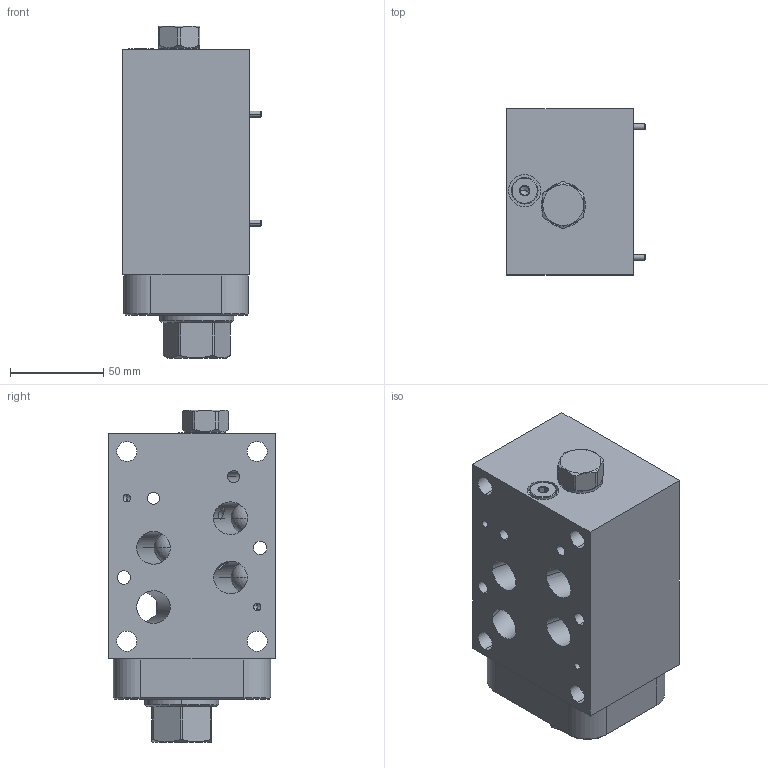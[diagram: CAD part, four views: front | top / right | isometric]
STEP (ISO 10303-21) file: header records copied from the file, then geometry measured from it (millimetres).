
FILE_DESCRIPTION((''),'2;1');
FILE_NAME('YFFGXHNAB_ASM','2024-07-29T',('ProEService'),(''),'PRO/ENGINEER BY PARAMETRIC TECHNOLOGY CORPORATION, 2014200','PRO/ENGINEER BY PARAMETRIC TECHNOLOGY CORPORATION, 2014200','');
FILE_SCHEMA(('CONFIG_CONTROL_DESIGN'));
Length unit declared in the file: inch
Products named in the file (9): 152-606; LRHCXHN; 500-001-111; 500-001-118; A330-006-004; CSABXXN; 811-001-006; 700-006; YFFGXHNAB_ASM
Assembly tree (13 placements, depth 2):
  YFFGXHNAB_ASM
    152-606
    LRHCXHN
    500-001-111  x2
    500-001-118  x4
    A330-006-004
    CSABXXN
    811-001-006  x2
    700-006
Bounding box: 74.02 x 88.9 x 177.77 mm (x, y, z)
Volume: 736821.6 mm3; surface area: 130578.6 mm2
Topology: 18 solids, 19 shells, 531 faces, 1508 edges, 1191 vertices
Faces by surface type: cylinder 196, plane 120, cone 101, torus 48, revolution 48, sphere 18
Entity records: 19947 total; most frequent: CARTESIAN_POINT 6873, DIRECTION 2855, ORIENTED_EDGE 2258, EDGE_CURVE 1129, AXIS2_PLACEMENT_3D 1080, VERTEX_POINT 694, VECTOR 663, LINE 663
